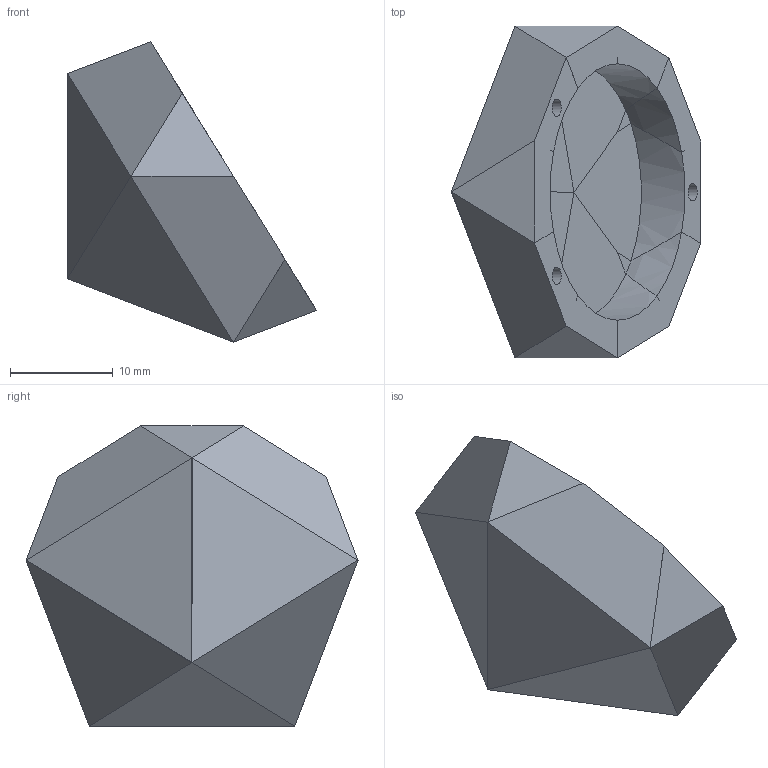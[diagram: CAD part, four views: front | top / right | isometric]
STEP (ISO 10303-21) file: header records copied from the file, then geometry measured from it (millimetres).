
FILE_DESCRIPTION(/* description */ (''),/* implementation_level */ '2;1');
FILE_NAME(/* name */ 'D20_half.stp',/* time_stamp */ '2020-05-10T21:16:47-07:00',/* author */ ('Jorian Brusind'),/* organization */ (''),/* preprocessor_version */ 'ST-DEVELOPER v17.2',/* originating_system */ 'Autodesk Inventor 2019',/* authorisation */ '');
FILE_SCHEMA (('AUTOMOTIVE_DESIGN { 1 0 10303 214 3 1 1 }'));
Length unit declared in the file: millimetre
Products named in the file (1): D20_half
Bounding box: 24.28 x 32.36 x 29.27 mm (x, y, z)
Volume: 6269 mm3; surface area: 4735.7 mm2
Topology: 5 solids, 5 shells, 91 faces, 219 edges, 141 vertices
Faces by surface type: plane 78, cylinder 13
Full cylindrical faces by diameter (mm): 1.7 x3
Entity records: 2656 total; most frequent: CARTESIAN_POINT 452, DIRECTION 449, ORIENTED_EDGE 438, EDGE_CURVE 219, LINE 173, VECTOR 173, VERTEX_POINT 141, AXIS2_PLACEMENT_3D 138
